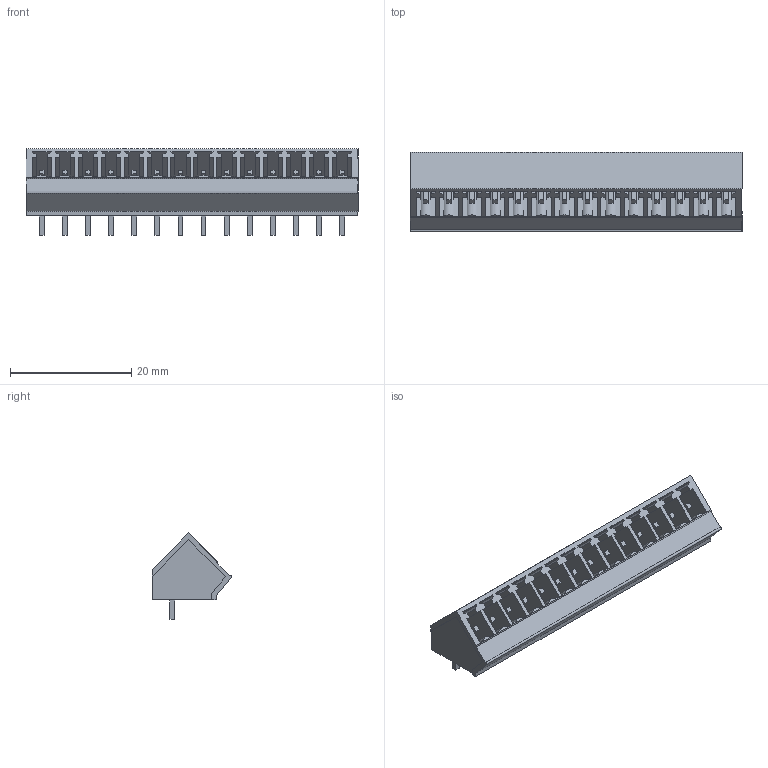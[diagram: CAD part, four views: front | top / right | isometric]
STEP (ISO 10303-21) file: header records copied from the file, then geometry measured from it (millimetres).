
FILE_DESCRIPTION(('CATIA V5 STEP Exchange','CAx-IF Rec.Pracs.--- Model Styling and Organization---1.2---2011-12-15'),'2;1');
FILE_NAME ('D1460990_0_1977750000_1977750000.stp','2018-04-23T09:45:21+00:00',('none'),('Weidmueller'),'CATIA Version 5-6 Release 2014','CATIA V5 STEP AP214','none');
FILE_SCHEMA(('AUTOMOTIVE_DESIGN { 1 0 10303 214 1 1 1 1 }'));
Length unit declared in the file: millimetre
Products named in the file (1): 1977750000
Bounding box: 54.73 x 13.1 x 14.2 mm (x, y, z)
Volume: 2501.6 mm3; surface area: 6317.7 mm2
Topology: 15 solids, 15 shells, 613 faces, 1733 edges, 1164 vertices
Faces by surface type: plane 569, cylinder 44
Entity records: 19016 total; most frequent: ORIENTED_EDGE 3466, CARTESIAN_POINT 3404, DIRECTION 2507, EDGE_CURVE 1733, VECTOR 1645, LINE 1645, VERTEX_POINT 1164, EDGE_LOOP 655
